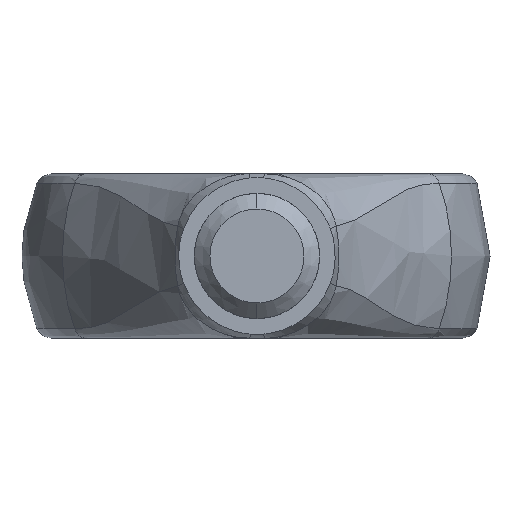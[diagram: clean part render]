
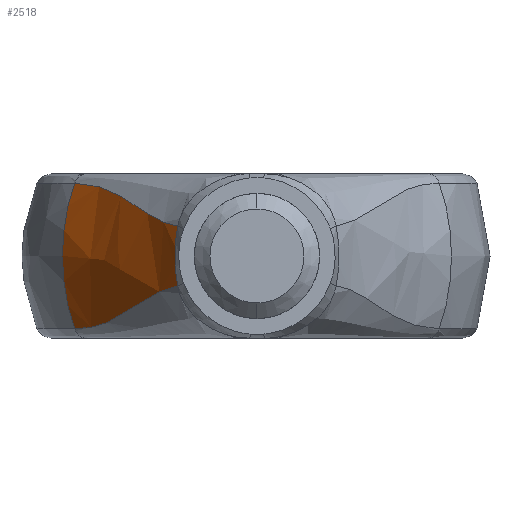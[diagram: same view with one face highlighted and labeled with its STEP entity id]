
A CAD part, front view. The second image highlights one B-rep face of the part: STEP entity #2518.
In plain terms, the highlighted free-form (B-spline) face has degree [1, 2] with [2, 3] control points.
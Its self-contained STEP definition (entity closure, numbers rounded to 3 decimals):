
#29 = EDGE_CURVE ( 'NONE', #3250, #944, #1908, .T. ) ;
#32 = CARTESIAN_POINT ( 'NONE',  ( -5.067, -19., -1.903 ) ) ;
#40 = CARTESIAN_POINT ( 'NONE',  ( -5.249, -19.001, 0.638 ) ) ;
#214 = CARTESIAN_POINT ( 'NONE',  ( -7.323, -15.295, -2.925 ) ) ;
#251 = FACE_OUTER_BOUND ( 'NONE', #2712, .T. ) ;
#347 = ORIENTED_EDGE ( 'NONE', *, *, #3248, .T. ) ;
#359 = CARTESIAN_POINT ( 'NONE',  ( -8.077, -13.931, 3.433 ) ) ;
#371 = CARTESIAN_POINT ( 'NONE',  ( -5.067, -19., 1.903 ) ) ;
#381 = CARTESIAN_POINT ( 'NONE',  ( -6.529, -16.67, 2.431 ) ) ;
#403 = ORIENTED_EDGE ( 'NONE', *, *, #792, .T. ) ;
#511 = CARTESIAN_POINT ( 'NONE',  ( -6.252, -17.132, -2.281 ) ) ;
#536 = CARTESIAN_POINT ( 'NONE',  ( -11.635, -7.878, 4.649 ) ) ;
#604 =( BOUNDED_SURFACE ( )  B_SPLINE_SURFACE ( 1, 2, ( 
 ( #3074, #2896, #2876 ),
 ( #1787, #2614, #536 ) ),
 .UNSPECIFIED., .F., .F., .T. ) 
 B_SPLINE_SURFACE_WITH_KNOTS ( ( 2, 2 ),
 ( 3, 3 ),
 ( 0.55, 1.84 ),
 ( 1.087, 2.054 ),
 .UNSPECIFIED. ) 
 GEOMETRIC_REPRESENTATION_ITEM ( )  RATIONAL_B_SPLINE_SURFACE ( (
 ( 1., 0.885, 1.),
 ( 1., 0.885, 1.) ) ) 
 REPRESENTATION_ITEM ( '' )  SURFACE ( )  );
#792 = EDGE_CURVE ( 'NONE', #1830, #944, #2319, .T. ) ;
#926 = CARTESIAN_POINT ( 'NONE',  ( -10.415, -9.765, 4.54 ) ) ;
#944 = VERTEX_POINT ( 'NONE', #1310 ) ;
#994 = CARTESIAN_POINT ( 'NONE',  ( -11.635, -7.878, 4.649 ) ) ;
#1020 = ORIENTED_EDGE ( 'NONE', *, *, #1040, .F. ) ;
#1033 = CARTESIAN_POINT ( 'NONE',  ( -5.675, -18.063, -2.039 ) ) ;
#1040 = EDGE_CURVE ( 'NONE', #1523, #3250, #2887, .T. ) ;
#1069 = CARTESIAN_POINT ( 'NONE',  ( -11.001, -8.814, -4.649 ) ) ;
#1158 = CARTESIAN_POINT ( 'NONE',  ( -7.829, -14.385, 3.265 ) ) ;
#1169 = CARTESIAN_POINT ( 'NONE',  ( -9.326, -11.64, 4.168 ) ) ;
#1190 = CARTESIAN_POINT ( 'NONE',  ( -11.001, -8.814, 4.649 ) ) ;
#1252 = CARTESIAN_POINT ( 'NONE',  ( -12.421, -8.41, 2.466 ) ) ;
#1270 = CARTESIAN_POINT ( 'NONE',  ( -11.635, -7.878, -4.649 ) ) ;
#1282 = CARTESIAN_POINT ( 'NONE',  ( -8.823, -12.562, -3.902 ) ) ;
#1292 = CARTESIAN_POINT ( 'NONE',  ( -11.635, -7.878, -4.649 ) ) ;
#1310 = CARTESIAN_POINT ( 'NONE',  ( -11.635, -7.878, -4.649 ) ) ;
#1523 = VERTEX_POINT ( 'NONE', #2028 ) ;
#1538 = CARTESIAN_POINT ( 'NONE',  ( -5.067, -19., -1.903 ) ) ;
#1690 = CARTESIAN_POINT ( 'NONE',  ( -7.323, -15.295, 2.925 ) ) ;
#1784 = CARTESIAN_POINT ( 'NONE',  ( -12.421, -8.41, 0. ) ) ;
#1787 = CARTESIAN_POINT ( 'NONE',  ( -11.635, -7.878, -4.649 ) ) ;
#1817 = CARTESIAN_POINT ( 'NONE',  ( -7.829, -14.385, -3.265 ) ) ;
#1830 = VERTEX_POINT ( 'NONE', #1784 ) ;
#1908 = B_SPLINE_CURVE_WITH_KNOTS ( 'NONE', 3,
 ( #2611, #3404, #1033, #511, #3426, #2082, #214, #1817, #2362, #1282, #2094, #3129, #1069, #1292 ),
 .UNSPECIFIED., .F., .F.,
 ( 4, 2, 2, 2, 2, 2, 4 ),
 ( 0., 0.125, 0.25, 0.375, 0.5, 0.75, 1. ),
 .UNSPECIFIED. ) ;
#1950 = CARTESIAN_POINT ( 'NONE',  ( -7.065, -15.751, 2.753 ) ) ;
#1963 = CARTESIAN_POINT ( 'NONE',  ( -6.252, -17.132, 2.281 ) ) ;
#1972 =( BOUNDED_CURVE ( )  B_SPLINE_CURVE ( 2, ( #2577, #1252, #2592 ),
 .UNSPECIFIED., .F., .F. ) 
 B_SPLINE_CURVE_WITH_KNOTS ( ( 3, 3 ),
 ( 0., 1. ),
 .UNSPECIFIED. ) 
 CURVE ( )  GEOMETRIC_REPRESENTATION_ITEM ( )  RATIONAL_B_SPLINE_CURVE ( ( 1., 0.943, 0.943 ) ) 
 REPRESENTATION_ITEM ( '' )  );
#2023 = ORIENTED_EDGE ( 'NONE', *, *, #29, .F. ) ;
#2025 = CARTESIAN_POINT ( 'NONE',  ( -12.421, -8.41, 0. ) ) ;
#2028 = CARTESIAN_POINT ( 'NONE',  ( -5.067, -19., 1.903 ) ) ;
#2045 = CARTESIAN_POINT ( 'NONE',  ( -12.421, -8.41, -2.466 ) ) ;
#2082 = CARTESIAN_POINT ( 'NONE',  ( -7.065, -15.751, -2.753 ) ) ;
#2094 = CARTESIAN_POINT ( 'NONE',  ( -9.326, -11.64, -4.168 ) ) ;
#2299 = VERTEX_POINT ( 'NONE', #994 ) ;
#2319 =( BOUNDED_CURVE ( )  B_SPLINE_CURVE ( 2, ( #2025, #2045, #1270 ),
 .UNSPECIFIED., .F., .F. ) 
 B_SPLINE_CURVE_WITH_KNOTS ( ( 3, 3 ),
 ( 0., 1. ),
 .UNSPECIFIED. ) 
 CURVE ( )  GEOMETRIC_REPRESENTATION_ITEM ( )  RATIONAL_B_SPLINE_CURVE ( ( 0.943, 0.943, 1. ) ) 
 REPRESENTATION_ITEM ( '' )  );
#2362 = CARTESIAN_POINT ( 'NONE',  ( -8.077, -13.931, -3.433 ) ) ;
#2405 = CARTESIAN_POINT ( 'NONE',  ( -5.249, -19.001, -0.64 ) ) ;
#2474 = CARTESIAN_POINT ( 'NONE',  ( -11.635, -7.878, 4.649 ) ) ;
#2518 = ADVANCED_FACE ( 'NONE', ( #251 ), #604, .F. ) ;
#2577 = CARTESIAN_POINT ( 'NONE',  ( -11.635, -7.878, 4.649 ) ) ;
#2592 = CARTESIAN_POINT ( 'NONE',  ( -12.421, -8.41, 0. ) ) ;
#2611 = CARTESIAN_POINT ( 'NONE',  ( -5.067, -19., -1.903 ) ) ;
#2614 = CARTESIAN_POINT ( 'NONE',  ( -13.308, -9.011, 0. ) ) ;
#2698 = CARTESIAN_POINT ( 'NONE',  ( -5.189, -19., -1.276 ) ) ;
#2712 = EDGE_LOOP ( 'NONE', ( #1020, #3127, #347, #403, #2023 ) ) ;
#2745 = CARTESIAN_POINT ( 'NONE',  ( -5.675, -18.063, 2.039 ) ) ;
#2768 = CARTESIAN_POINT ( 'NONE',  ( -5.375, -18.532, 1.947 ) ) ;
#2845 = EDGE_CURVE ( 'NONE', #2299, #1523, #3353, .T. ) ;
#2876 = CARTESIAN_POINT ( 'NONE',  ( -4.407, -18.553, 4.649 ) ) ;
#2887 = B_SPLINE_CURVE_WITH_KNOTS ( 'NONE', 3,
 ( #2926, #3147, #40, #2405, #2698, #32 ),
 .UNSPECIFIED., .F., .F.,
 ( 4, 2, 4 ),
 ( 0., 0.002, 0.004 ),
 .UNSPECIFIED. ) ;
#2896 = CARTESIAN_POINT ( 'NONE',  ( -6.08, -19.686, 0. ) ) ;
#2926 = CARTESIAN_POINT ( 'NONE',  ( -5.067, -19., 1.903 ) ) ;
#2988 = CARTESIAN_POINT ( 'NONE',  ( -8.823, -12.562, 3.902 ) ) ;
#3074 = CARTESIAN_POINT ( 'NONE',  ( -4.407, -18.553, -4.649 ) ) ;
#3127 = ORIENTED_EDGE ( 'NONE', *, *, #2845, .F. ) ;
#3129 = CARTESIAN_POINT ( 'NONE',  ( -10.415, -9.765, -4.54 ) ) ;
#3147 = CARTESIAN_POINT ( 'NONE',  ( -5.189, -19., 1.276 ) ) ;
#3248 = EDGE_CURVE ( 'NONE', #2299, #1830, #1972, .T. ) ;
#3250 = VERTEX_POINT ( 'NONE', #1538 ) ;
#3353 = B_SPLINE_CURVE_WITH_KNOTS ( 'NONE', 3,
 ( #2474, #1190, #926, #1169, #2988, #359, #1158, #1690, #1950, #381, #1963, #2745, #2768, #371 ),
 .UNSPECIFIED., .F., .F.,
 ( 4, 2, 2, 2, 2, 2, 4 ),
 ( 0., 0.25, 0.5, 0.625, 0.75, 0.875, 1. ),
 .UNSPECIFIED. ) ;
#3404 = CARTESIAN_POINT ( 'NONE',  ( -5.375, -18.532, -1.947 ) ) ;
#3426 = CARTESIAN_POINT ( 'NONE',  ( -6.529, -16.67, -2.431 ) ) ;
